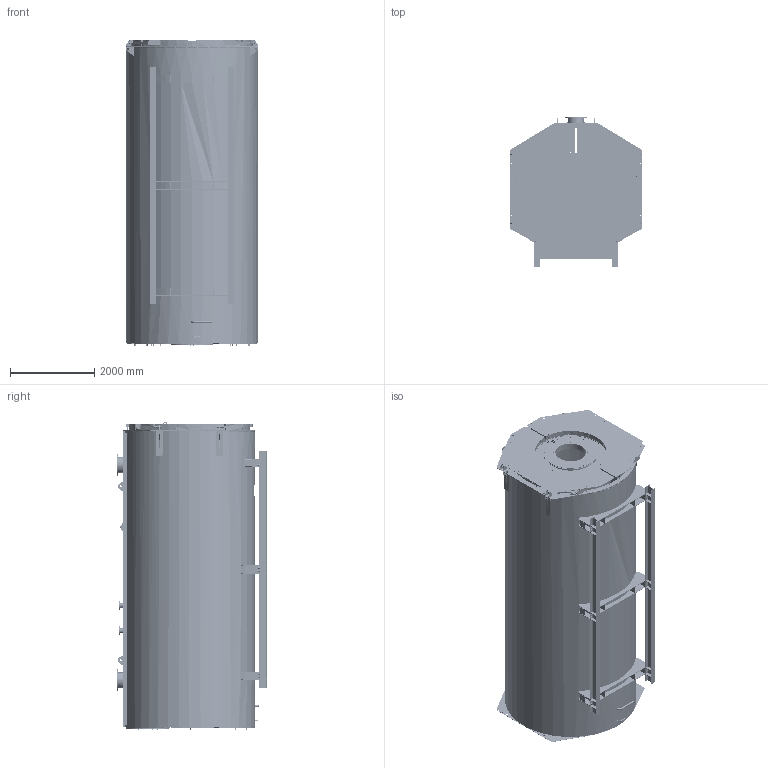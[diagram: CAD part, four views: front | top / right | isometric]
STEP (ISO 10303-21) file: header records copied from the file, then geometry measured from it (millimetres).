
FILE_DESCRIPTION(/* description */ (''),/* implementation_level */ '2;1');
FILE_NAME(/* name */ 'WH 14 3д модель.stp',/* time_stamp */ '2023-03-31T09:56:50+07:00',/* author */ ('v.aleksandrov'),/* organization */ (''),/* preprocessor_version */ 'ST-DEVELOPER v18',/* originating_system */ 'Autodesk Inventor 2020',/* authorisation */ '');
FILE_SCHEMA (('CONFIG_CONTROL_DESIGN'));
Length unit declared in the file: millimetre
Products named in the file (1): WH 14 3д модель
Bounding box: 3130 x 3564 x 7310.6 mm (x, y, z)
Volume: 4329718207.3 mm3; surface area: 222663692.3 mm2
Topology: 26 solids, 310 shells, 9774 faces, 24660 edges, 16362 vertices
Faces by surface type: plane 5527, cylinder 2829, cone 1012, torus 296, bspline 110
Full cylindrical faces by diameter (mm): 4 x1, 4.2 x8, 6 x49, 7.8 x1, 8 x48, 8.8 x1, 9 x16, 10 x281, 10.5 x32, 11 x150, 12 x12, 12.8 x28, 13 x126, 14 x44, 14.5 x4, 15 x70, 16 x33, 17 x14, 18 x156, 19 x16, 20 x28, 21 x92, 22 x17, 24 x24, 24.8 x12, 25 x26, 26 x35, 27.1 x1, 28 x22, 30 x48
Entity records: 330718 total; most frequent: CARTESIAN_POINT 80239, DIRECTION 51209, ORIENTED_EDGE 49386, EDGE_CURVE 24717, AXIS2_PLACEMENT_3D 19381, VERTEX_POINT 16379, LINE 12447, VECTOR 12447
